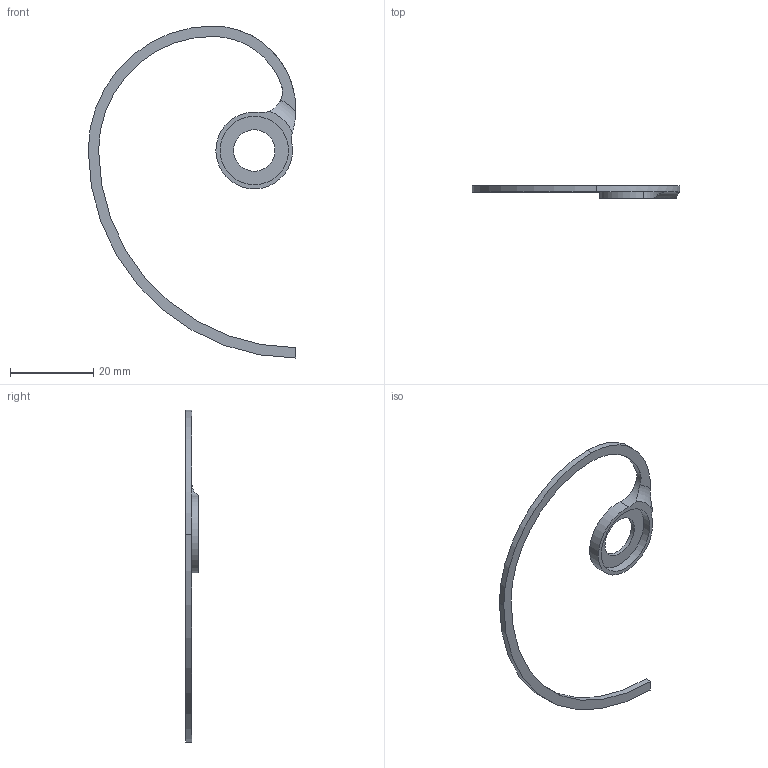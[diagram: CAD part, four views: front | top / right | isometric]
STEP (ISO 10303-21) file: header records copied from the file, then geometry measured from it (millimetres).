
FILE_DESCRIPTION(/* description */ (''),/* implementation_level */ '2;1');
FILE_NAME(/* name */ 'Fibonacci Spinner.step',/* time_stamp */ '2025-07-12T12:20:29+02:00',/* author */ (''),/* organization */ (''),/* preprocessor_version */ 'ST-DEVELOPER v20.1',/* originating_system */ 'Autodesk Translation Framework v14.10.0.0',/* authorisation */ '');
FILE_SCHEMA (('AUTOMOTIVE_DESIGN { 1 0 10303 214 3 1 1 }'));
Length unit declared in the file: millimetre
Products named in the file (2): new fan mount; motorcell kinetic art
Assembly tree (1 placements, depth 2):
  new fan mount
    motorcell kinetic art
Bounding box: 50 x 3 x 80 mm (x, y, z)
Volume: 934.4 mm3; surface area: 1960.9 mm2
Topology: 1 solids, 1 shells, 17 faces, 42 edges, 28 vertices
Faces by surface type: cylinder 11, plane 5, torus 1
Full cylindrical faces by diameter (mm): 10 x1, 16.5 x1
Entity records: 591 total; most frequent: DIRECTION 106, CARTESIAN_POINT 106, ORIENTED_EDGE 84, AXIS2_PLACEMENT_3D 46, EDGE_CURVE 42, VERTEX_POINT 28, CIRCLE 26, EDGE_LOOP 20
